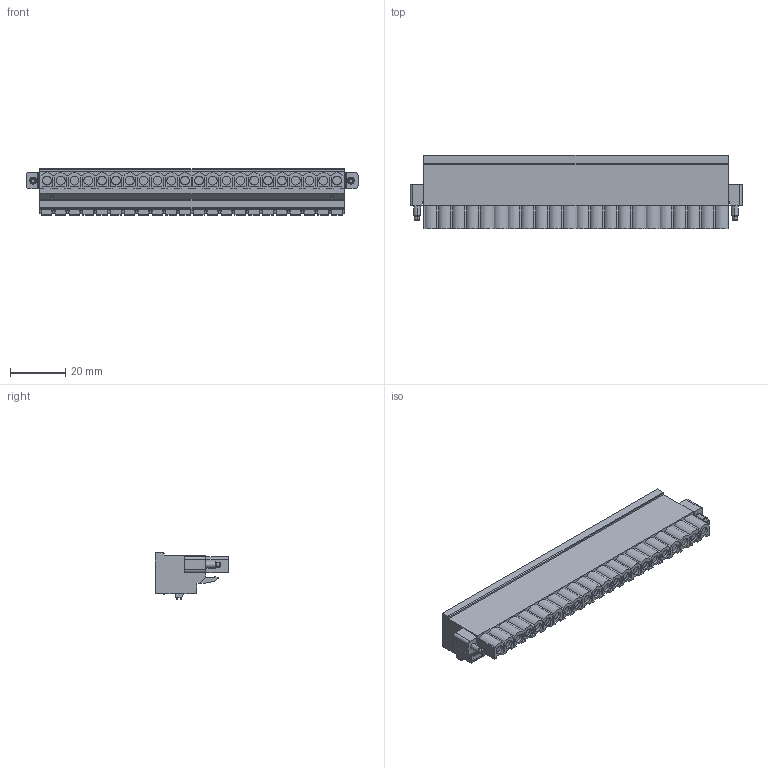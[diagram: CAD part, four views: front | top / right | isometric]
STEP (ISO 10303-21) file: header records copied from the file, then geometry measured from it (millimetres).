
FILE_DESCRIPTION((''),'2;1');
FILE_NAME('3333','2024-09-23T09:41:34',('tluser'),(''),'CREO PARAMETRIC BY PTC INC, 2018100','CREO PARAMETRIC BY PTC INC, 2018100','');
FILE_SCHEMA(('CONFIG_CONTROL_DESIGN'));
Length unit declared in the file: millimetre
Products named in the file (1): 3333
Bounding box: 120.1 x 26.6 x 16.7 mm (x, y, z)
Volume: 30648.5 mm3; surface area: 13026.5 mm2
Topology: 1 solids, 1 shells, 1282 faces, 3294 edges, 2192 vertices
Faces by surface type: plane 863, cylinder 411, cone 4, torus 4
Entity records: 38938 total; most frequent: CARTESIAN_POINT 6768, DIRECTION 6696, ORIENTED_EDGE 6588, EDGE_CURVE 3294, VECTOR 2456, LINE 2456, VERTEX_POINT 2192, AXIS2_PLACEMENT_3D 2120
